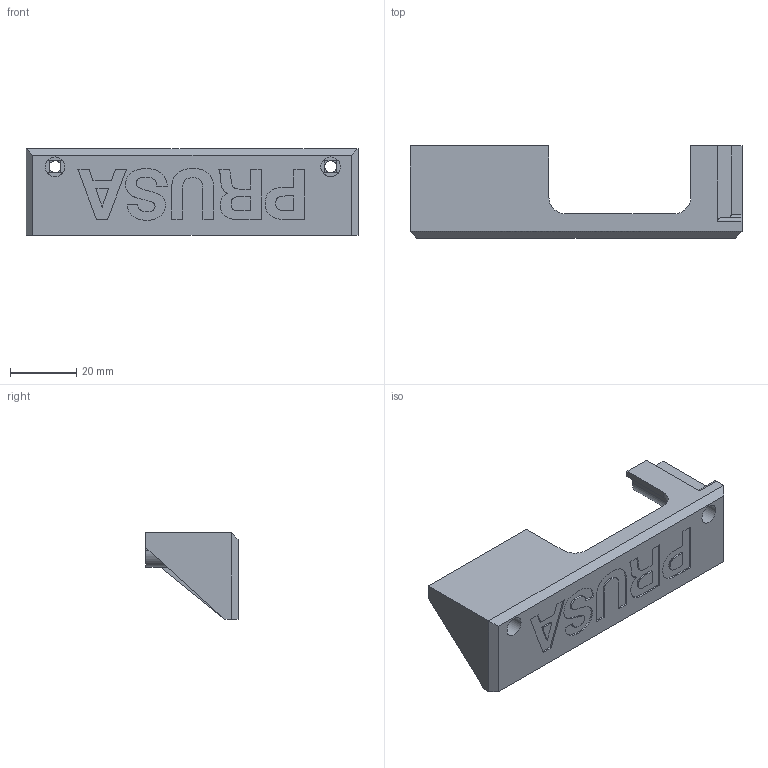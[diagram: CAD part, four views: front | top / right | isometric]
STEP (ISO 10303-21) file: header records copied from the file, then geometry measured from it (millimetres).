
FILE_DESCRIPTION(/* description */ (''),/* implementation_level */ '2;1');
FILE_NAME(/* name */ 'psu-cover-R2.stp',/* time_stamp */ '2023-07-10T12:58:51+02:00',/* author */ ('Eliáš Knor'),/* organization */ (''),/* preprocessor_version */ 'ST-DEVELOPER v19',/* originating_system */ 'Autodesk Inventor 2023',/* authorisation */ '');
FILE_SCHEMA (('AUTOMOTIVE_DESIGN { 1 0 10303 214 3 1 1 }'));
Length unit declared in the file: millimetre
Products named in the file (1): DELTA_psu_cover
Bounding box: 100.6 x 27.9 x 26.3 mm (x, y, z)
Volume: 11792.3 mm3; surface area: 12285.6 mm2
Topology: 1 solids, 1 shells, 233 faces, 642 edges, 424 vertices
Faces by surface type: plane 120, bspline 101, cylinder 12
Full cylindrical faces by diameter (mm): 3.6 x2, 5.6 x2, 6 x2
Entity records: 8020 total; most frequent: CARTESIAN_POINT 2509, ORIENTED_EDGE 1284, DIRECTION 888, EDGE_CURVE 642, VERTEX_POINT 424, LINE 402, VECTOR 402, EDGE_LOOP 250
